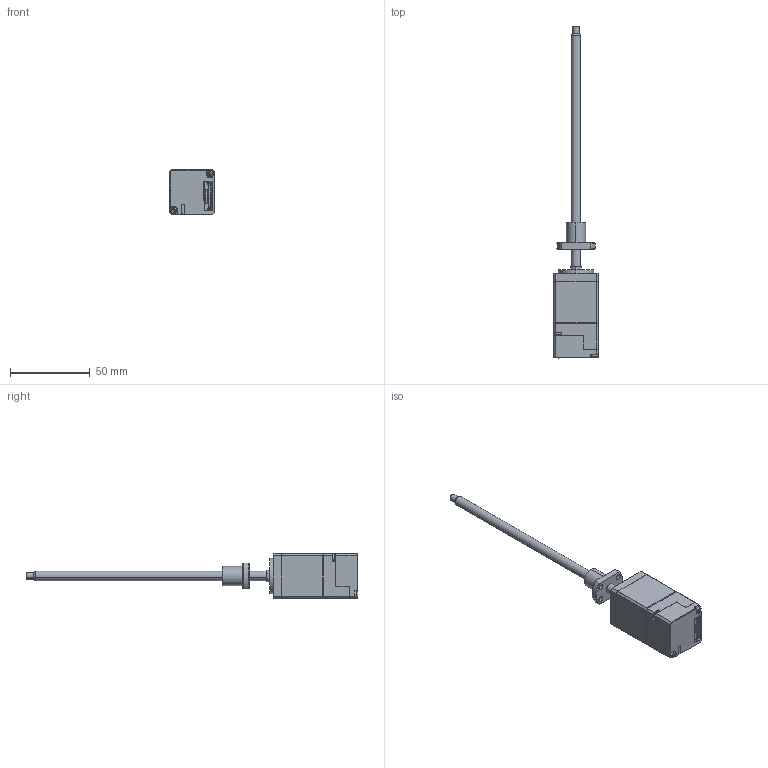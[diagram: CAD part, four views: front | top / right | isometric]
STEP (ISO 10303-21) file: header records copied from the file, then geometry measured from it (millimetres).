
FILE_DESCRIPTION (( 'STEP AP214' ), '1' );
FILE_NAME ('TSM11Q-2RM-B0602-150-FF1-s.STEP', '2024-01-10T08:00:11', ( '' ), ( '' ), 'SwSTEP 2.0', 'SolidWorks 2018', '' );
FILE_SCHEMA (( 'AUTOMOTIVE_DESIGN' ));
Length unit declared in the file: millimetre
Products named in the file (1): TSM11Q-2RM-B0602-150-FF1-s
Bounding box: 28 x 208.2 x 28.03 mm (x, y, z)
Surface area: 18799.6 mm2 (no closed solid volume)
Topology: 0 solids, 12 shells, 298 faces, 937 edges, 649 vertices
Faces by surface type: plane 127, cylinder 112, cone 32, bspline 18, torus 7, sphere 2
Entity records: 14954 total; most frequent: CARTESIAN_POINT 3653, DIRECTION 1578, ORIENTED_EDGE 1577, EDGE_CURVE 923, VERTEX_POINT 649, AXIS2_PLACEMENT_3D 527, VECTOR 524, LINE 524
